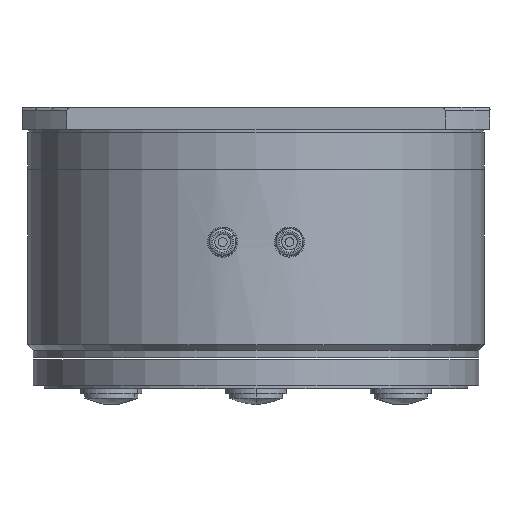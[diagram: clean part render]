
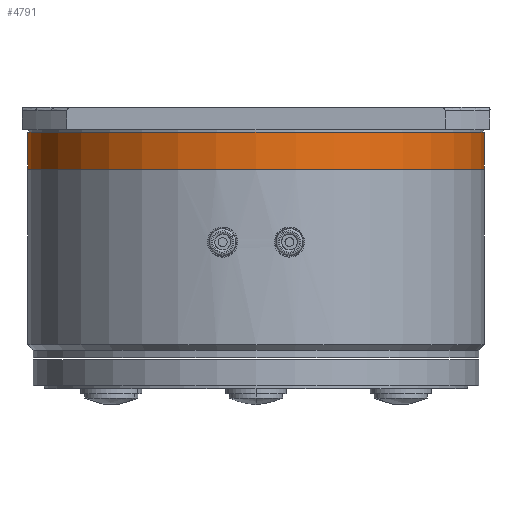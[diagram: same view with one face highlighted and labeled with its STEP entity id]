
A CAD part, front view. The second image highlights one B-rep face of the part: STEP entity #4791.
In plain terms, the highlighted cylindrical face has radius 20.5 mm (diameter 41 mm), a partial arc.
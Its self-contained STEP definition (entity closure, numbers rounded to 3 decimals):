
#100 = DIRECTION ( 'NONE',  ( -1., 0., 0. ) ) ;
#125 = AXIS2_PLACEMENT_3D ( 'NONE', #6934, #8378, #3492 ) ;
#617 = EDGE_CURVE ( 'NONE', #4968, #5102, #6729, .T. ) ;
#670 = EDGE_CURVE ( 'NONE', #1099, #4308, #6731, .T. ) ;
#1099 = VERTEX_POINT ( 'NONE', #2805 ) ;
#1135 = VECTOR ( 'NONE', #7879, 1000. ) ;
#1466 = ORIENTED_EDGE ( 'NONE', *, *, #8304, .F. ) ;
#1814 = ORIENTED_EDGE ( 'NONE', *, *, #617, .T. ) ;
#1846 = DIRECTION ( 'NONE',  ( 0., 0., -1. ) ) ;
#2024 = DIRECTION ( 'NONE',  ( 0., 0., -1. ) ) ;
#2059 = CARTESIAN_POINT ( 'NONE',  ( 0., 0., -5.55 ) ) ;
#2067 = EDGE_CURVE ( 'NONE', #5102, #4308, #2357, .T. ) ;
#2241 = AXIS2_PLACEMENT_3D ( 'NONE', #3266, #1846, #7389 ) ;
#2264 = FACE_OUTER_BOUND ( 'NONE', #8361, .T. ) ;
#2357 = LINE ( 'NONE', #5094, #1135 ) ;
#2407 = AXIS2_PLACEMENT_3D ( 'NONE', #2059, #2024, #100 ) ;
#2805 = CARTESIAN_POINT ( 'NONE',  ( 20.5, 0., -5.55 ) ) ;
#2807 = CYLINDRICAL_SURFACE ( 'NONE', #125, 20.5 ) ;
#3209 = CARTESIAN_POINT ( 'NONE',  ( -20.5, 0., -5.55 ) ) ;
#3266 = CARTESIAN_POINT ( 'NONE',  ( 0., 0., -2.25 ) ) ;
#3315 = CARTESIAN_POINT ( 'NONE',  ( 20.5, 0., -2.25 ) ) ;
#3472 = VECTOR ( 'NONE', #6200, 1000. ) ;
#3492 = DIRECTION ( 'NONE',  ( -1., 0., 0. ) ) ;
#4308 = VERTEX_POINT ( 'NONE', #3209 ) ;
#4791 = ADVANCED_FACE ( 'NONE', ( #2264 ), #2807, .T. ) ;
#4793 = ORIENTED_EDGE ( 'NONE', *, *, #2067, .T. ) ;
#4799 = CARTESIAN_POINT ( 'NONE',  ( 20.5, 0., -11.43 ) ) ;
#4968 = VERTEX_POINT ( 'NONE', #3315 ) ;
#5094 = CARTESIAN_POINT ( 'NONE',  ( -20.5, 0., -11.43 ) ) ;
#5102 = VERTEX_POINT ( 'NONE', #7791 ) ;
#6200 = DIRECTION ( 'NONE',  ( 0., 0., -1. ) ) ;
#6729 = CIRCLE ( 'NONE', #2241, 20.5 ) ;
#6731 = CIRCLE ( 'NONE', #2407, 20.5 ) ;
#6934 = CARTESIAN_POINT ( 'NONE',  ( 0., 0., -11.43 ) ) ;
#7281 = ORIENTED_EDGE ( 'NONE', *, *, #670, .F. ) ;
#7389 = DIRECTION ( 'NONE',  ( -1., 0., 0. ) ) ;
#7791 = CARTESIAN_POINT ( 'NONE',  ( -20.5, 0., -2.25 ) ) ;
#7879 = DIRECTION ( 'NONE',  ( 0., 0., -1. ) ) ;
#8304 = EDGE_CURVE ( 'NONE', #4968, #1099, #8830, .T. ) ;
#8361 = EDGE_LOOP ( 'NONE', ( #1466, #1814, #4793, #7281 ) ) ;
#8378 = DIRECTION ( 'NONE',  ( 0., 0., -1. ) ) ;
#8830 = LINE ( 'NONE', #4799, #3472 ) ;
